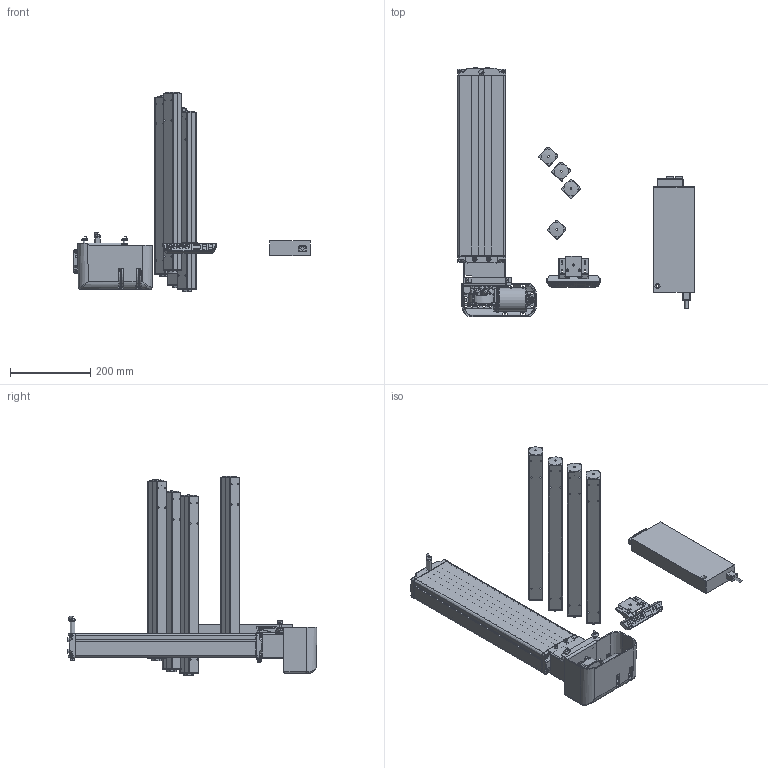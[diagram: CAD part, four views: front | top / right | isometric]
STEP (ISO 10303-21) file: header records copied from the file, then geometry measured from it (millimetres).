
FILE_DESCRIPTION(/* description */ ('Hydrauliksystem LA 300 W- 4 - elektrisch'),/* implementation_level */ '2;1');
FILE_NAME(/* name */ '270127-4.stp',/* time_stamp */ '2019-10-15T08:45:00+02:00',/* author */ ('Metz'),/* organization */ (''),/* preprocessor_version */ 'ST-DEVELOPER v17.2',/* originating_system */ 'Autodesk Inventor 2019',/* authorisation */ '');
FILE_SCHEMA (('AUTOMOTIVE_DESIGN { 1 0 10303 214 3 1 1 }'));
Products named in the file (50): leer; leer_1; leer_2; leer_3; leer_4; leer_5; leer_6; leer_7; leer_8; leer_9; leer_10; leer_11; leer_12; leer_13; leer_14; leer_15; leer_16; leer_17; leer_18; leer_19; leer_20; leer_21; leer_22; leer_23; leer_24; leer_25; leer_26; leer_27; leer_28; leer_29; leer_30; leer_31; leer_32; leer_33; leer_34; leer_35; leer_36; leer_37; leer_38; leer_39 ...
Assembly tree (72 placements, depth 4):
  leer
    leer_1
      leer_2
      leer_3
        leer_4
        leer_5  x4
        leer_6  x4
      leer_7
        leer_8
        leer_9  x4
        leer_10
        leer_11
        leer_12
    leer_38  x4
      leer_39
      leer_40
      leer_41
      leer_42
      leer_43
      leer_44
      leer_45
    leer_13
      leer_14
      leer_15  x3
      leer_16
        leer_17
        leer_18
      leer_19  x2
      leer_20  x2
      leer_46  x2
      leer_21
      leer_22
    leer_23
    leer_24
      leer_25
        leer_26
        leer_27
        leer_28
        leer_29
        leer_30
        leer_31
        leer_32
        leer_33
        leer_34
        leer_35
        leer_36
    leer_37
    21-1351-2FZ.005  x3
    leer_46  x3
    leer_47  x2
    leer_48
Bounding box: 590.69 x 622.59 x 498.52 mm (x, y, z)
Volume: 3302493.7 mm3; surface area: 1549330.3 mm2
Topology: 82 solids, 82 shells, 5486 faces, 14204 edges, 8838 vertices
Faces by surface type: plane 1701, cylinder 1552, bspline 1064, cone 533, torus 457, sphere 179
Full cylindrical faces by diameter (mm): 2 x3, 2.5 x4, 3.2 x8, 3.9 x5, 4 x24, 4.1 x4, 4.134 x16, 4.2 x4, 4.4 x10, 4.5 x2, 4.917 x4, 5 x12, 5.5 x5, 5.8 x9, 6 x19, 6.4 x5, 6.647 x4, 6.75 x4, 6.8 x8, 7 x7, 8 x6, 8.376 x4, 8.5 x8, 9 x4, 9.5 x1, 9.8 x8, 10 x14, 10.3 x1, 10.32 x2, 11 x4
Entity records: 251582 total; most frequent: CARTESIAN_POINT 146485, ORIENTED_EDGE 21988, DIRECTION 20221, EDGE_CURVE 10994, AXIS2_PLACEMENT_3D 7975, VERTEX_POINT 6962, EDGE_LOOP 4594, LINE 4271
